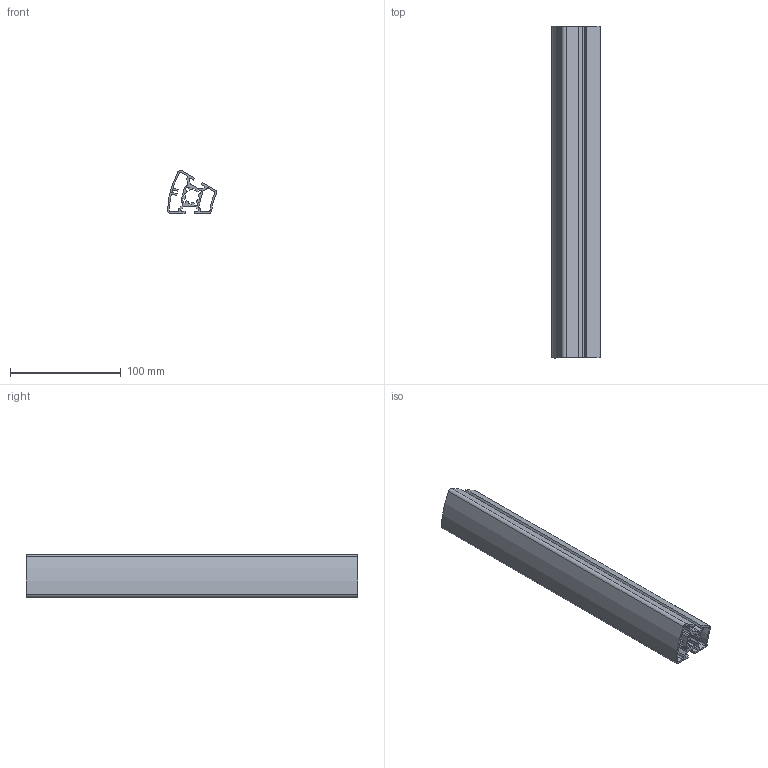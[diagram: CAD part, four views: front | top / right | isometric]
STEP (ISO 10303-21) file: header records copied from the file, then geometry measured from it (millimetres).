
FILE_DESCRIPTION (( 'STEP AP214' ), '1' );
FILE_NAME ('1727975412866.step', '2024-10-03T17:10:15', ( 'Windows User' ), ( '' ), 'SwSTEP 2.0', 'SolidWorks 2011', '' );
FILE_SCHEMA (( 'AUTOMOTIVE_DESIGN' ));
Length unit declared in the file: millimetre
Products named in the file (2): 1727975412866; 1.11.040R30.20LPx300.00(1)
Assembly tree (1 placements, depth 2):
  1727975412866
    1.11.040R30.20LPx300.00(1)
Bounding box: 44.29 x 300 x 38.87 mm (x, y, z)
Volume: 121302.7 mm3; surface area: 129796.6 mm2
Topology: 1 solids, 1 shells, 130 faces, 384 edges, 256 vertices
Faces by surface type: plane 71, cylinder 59
Entity records: 4444 total; most frequent: CARTESIAN_POINT 774, DIRECTION 770, ORIENTED_EDGE 768, EDGE_CURVE 384, LINE 266, VECTOR 266, VERTEX_POINT 256, AXIS2_PLACEMENT_3D 252
